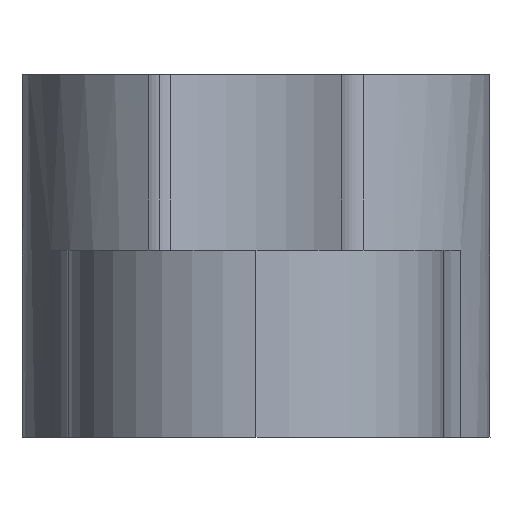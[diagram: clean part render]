
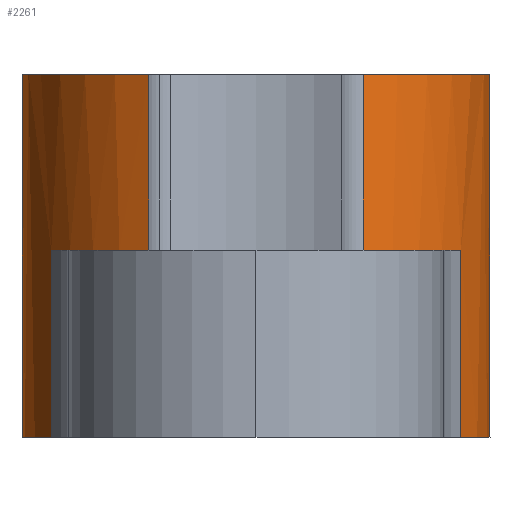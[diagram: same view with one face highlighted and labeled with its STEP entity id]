
A CAD part, left-side view. The second image highlights one B-rep face of the part: STEP entity #2261.
In plain terms, the highlighted cylindrical face has radius 5 mm (diameter 10 mm), a partial arc.
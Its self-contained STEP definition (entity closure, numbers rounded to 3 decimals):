
#24 = CIRCLE ( 'NONE', #2525, 5. ) ;
#59 = DIRECTION ( 'NONE',  ( 0., 0., 1. ) ) ;
#87 = CARTESIAN_POINT ( 'NONE',  ( -2.421, 4.375, 10.083 ) ) ;
#141 = ORIENTED_EDGE ( 'NONE', *, *, #287, .F. ) ;
#150 = AXIS2_PLACEMENT_3D ( 'NONE', #1565, #341, #2389 ) ;
#161 = VERTEX_POINT ( 'NONE', #2373 ) ;
#179 = LINE ( 'NONE', #87, #2287 ) ;
#280 = EDGE_CURVE ( 'NONE', #161, #1630, #24, .T. ) ;
#287 = EDGE_CURVE ( 'NONE', #1111, #1613, #2476, .T. ) ;
#341 = DIRECTION ( 'NONE',  ( 0., 0., 1. ) ) ;
#370 = LINE ( 'NONE', #1572, #918 ) ;
#375 = CARTESIAN_POINT ( 'NONE',  ( 0., 0., 0. ) ) ;
#385 = DIRECTION ( 'NONE',  ( 0., 0., -1. ) ) ;
#391 = VERTEX_POINT ( 'NONE', #1635 ) ;
#437 = EDGE_CURVE ( 'NONE', #2490, #1630, #2639, .T. ) ;
#442 = DIRECTION ( 'NONE',  ( 0., 0., 1. ) ) ;
#467 = CARTESIAN_POINT ( 'NONE',  ( -2.421, -4.375, 0. ) ) ;
#577 = CARTESIAN_POINT ( 'NONE',  ( 0., 0., 4. ) ) ;
#595 = EDGE_CURVE ( 'NONE', #1111, #623, #370, .T. ) ;
#620 = DIRECTION ( 'NONE',  ( 1., 0., 0. ) ) ;
#623 = VERTEX_POINT ( 'NONE', #2392 ) ;
#635 = ORIENTED_EDGE ( 'NONE', *, *, #595, .T. ) ;
#667 = CARTESIAN_POINT ( 'NONE',  ( 0., 0., 10.083 ) ) ;
#689 = ORIENTED_EDGE ( 'NONE', *, *, #2526, .T. ) ;
#742 = LINE ( 'NONE', #2449, #2294 ) ;
#827 = VECTOR ( 'NONE', #2344, 1000. ) ;
#897 = CARTESIAN_POINT ( 'NONE',  ( -4.444, -2.291, 7.75 ) ) ;
#918 = VECTOR ( 'NONE', #1133, 1000. ) ;
#974 = DIRECTION ( 'NONE',  ( 0., 0., 1. ) ) ;
#1037 = CARTESIAN_POINT ( 'NONE',  ( 0., 0., 7.75 ) ) ;
#1070 = CYLINDRICAL_SURFACE ( 'NONE', #2444, 5. ) ;
#1092 = DIRECTION ( 'NONE',  ( -1., 0., 0. ) ) ;
#1102 = AXIS2_PLACEMENT_3D ( 'NONE', #1037, #1227, #620 ) ;
#1111 = VERTEX_POINT ( 'NONE', #897 ) ;
#1133 = DIRECTION ( 'NONE',  ( 0., 0., -1. ) ) ;
#1158 = CARTESIAN_POINT ( 'NONE',  ( -4.444, 2.291, 4. ) ) ;
#1227 = DIRECTION ( 'NONE',  ( 0., 0., 1. ) ) ;
#1562 = EDGE_CURVE ( 'NONE', #1966, #1613, #742, .T. ) ;
#1565 = CARTESIAN_POINT ( 'NONE',  ( 0., 0., 4. ) ) ;
#1572 = CARTESIAN_POINT ( 'NONE',  ( -4.444, -2.291, 10.083 ) ) ;
#1613 = VERTEX_POINT ( 'NONE', #1698 ) ;
#1630 = VERTEX_POINT ( 'NONE', #467 ) ;
#1635 = CARTESIAN_POINT ( 'NONE',  ( -2.421, 4.375, 4. ) ) ;
#1685 = ORIENTED_EDGE ( 'NONE', *, *, #2282, .T. ) ;
#1698 = CARTESIAN_POINT ( 'NONE',  ( -4.444, 2.291, 7.75 ) ) ;
#1792 = DIRECTION ( 'NONE',  ( 1., 0., 0. ) ) ;
#1812 = EDGE_LOOP ( 'NONE', ( #1963, #2229, #141, #635, #689, #2400, #2380, #1685 ) ) ;
#1854 = FACE_OUTER_BOUND ( 'NONE', #1812, .T. ) ;
#1884 = CIRCLE ( 'NONE', #2018, 5. ) ;
#1963 = ORIENTED_EDGE ( 'NONE', *, *, #2562, .T. ) ;
#1966 = VERTEX_POINT ( 'NONE', #1158 ) ;
#1994 = DIRECTION ( 'NONE',  ( -1., 0., 0. ) ) ;
#2018 = AXIS2_PLACEMENT_3D ( 'NONE', #577, #974, #1792 ) ;
#2093 = DIRECTION ( 'NONE',  ( 0., 0., -1. ) ) ;
#2188 = CIRCLE ( 'NONE', #150, 5. ) ;
#2229 = ORIENTED_EDGE ( 'NONE', *, *, #1562, .T. ) ;
#2261 = ADVANCED_FACE ( 'NONE', ( #1854 ), #1070, .T. ) ;
#2282 = EDGE_CURVE ( 'NONE', #161, #391, #179, .T. ) ;
#2287 = VECTOR ( 'NONE', #59, 1000. ) ;
#2294 = VECTOR ( 'NONE', #442, 1000. ) ;
#2344 = DIRECTION ( 'NONE',  ( 0., 0., -1. ) ) ;
#2373 = CARTESIAN_POINT ( 'NONE',  ( -2.421, 4.375, 0. ) ) ;
#2380 = ORIENTED_EDGE ( 'NONE', *, *, #280, .F. ) ;
#2389 = DIRECTION ( 'NONE',  ( 1., 0., 0. ) ) ;
#2392 = CARTESIAN_POINT ( 'NONE',  ( -4.444, -2.291, 4. ) ) ;
#2400 = ORIENTED_EDGE ( 'NONE', *, *, #437, .T. ) ;
#2444 = AXIS2_PLACEMENT_3D ( 'NONE', #667, #2093, #1092 ) ;
#2449 = CARTESIAN_POINT ( 'NONE',  ( -4.444, 2.291, 10.083 ) ) ;
#2476 = CIRCLE ( 'NONE', #1102, 5. ) ;
#2490 = VERTEX_POINT ( 'NONE', #2610 ) ;
#2525 = AXIS2_PLACEMENT_3D ( 'NONE', #375, #385, #1994 ) ;
#2526 = EDGE_CURVE ( 'NONE', #623, #2490, #1884, .T. ) ;
#2551 = CARTESIAN_POINT ( 'NONE',  ( -2.421, -4.375, 10.083 ) ) ;
#2562 = EDGE_CURVE ( 'NONE', #391, #1966, #2188, .T. ) ;
#2610 = CARTESIAN_POINT ( 'NONE',  ( -2.421, -4.375, 4. ) ) ;
#2639 = LINE ( 'NONE', #2551, #827 ) ;
